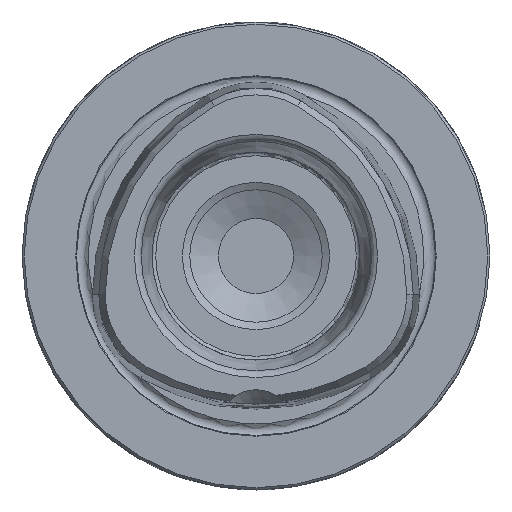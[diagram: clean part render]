
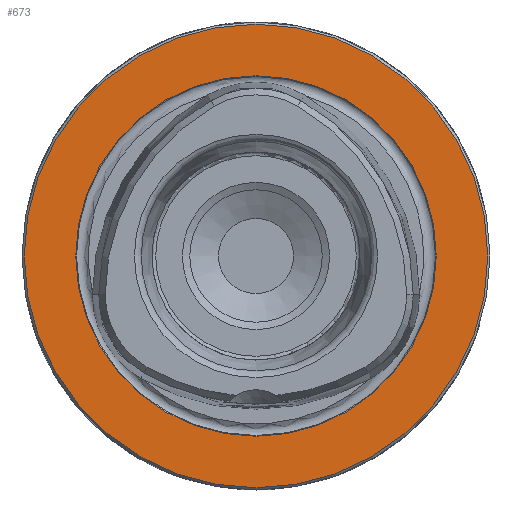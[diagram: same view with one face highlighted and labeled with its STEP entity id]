
A CAD part, left-side view. The second image highlights one B-rep face of the part: STEP entity #673.
In plain terms, the highlighted planar face has unit normal (-1, 0, 0).
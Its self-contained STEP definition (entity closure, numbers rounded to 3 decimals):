
#673 = ADVANCED_FACE( '', ( #1383, #1384 ), #1385, .T. );
#1383 = FACE_OUTER_BOUND( '', #2120, .T. );
#1384 = FACE_BOUND( '', #2121, .T. );
#1385 = PLANE( '', #2122 );
#2120 = EDGE_LOOP( '', ( #3536 ) );
#2121 = EDGE_LOOP( '', ( #3537 ) );
#2122 = AXIS2_PLACEMENT_3D( '', #3538, #3539, #3540 );
#3536 = ORIENTED_EDGE( '', *, *, #4354, .T. );
#3537 = ORIENTED_EDGE( '', *, *, #4090, .F. );
#3538 = CARTESIAN_POINT( '', ( 0., 0., 24.2 ) );
#3539 = DIRECTION( '', ( -1., 0., 0. ) );
#3540 = DIRECTION( '', ( 0., 0., 1. ) );
#4090 = EDGE_CURVE( '', #4826, #4826, #4827, .T. );
#4354 = EDGE_CURVE( '', #5208, #5208, #5209, .T. );
#4826 = VERTEX_POINT( '', #6195 );
#4827 = CIRCLE( '', #6196, 24.264 );
#5208 = VERTEX_POINT( '', #6865 );
#5209 = CIRCLE( '', #6866, 31.2 );
#6195 = CARTESIAN_POINT( '', ( 0., 0., 24.264 ) );
#6196 = AXIS2_PLACEMENT_3D( '', #7455, #7456, #7457 );
#6865 = CARTESIAN_POINT( '', ( 0., 0., 31.2 ) );
#6866 = AXIS2_PLACEMENT_3D( '', #7773, #7774, #7775 );
#7455 = CARTESIAN_POINT( '', ( 0., 0., 0. ) );
#7456 = DIRECTION( '', ( -1., 0., 0. ) );
#7457 = DIRECTION( '', ( 0., 0., 1. ) );
#7773 = CARTESIAN_POINT( '', ( 0., 0., 0. ) );
#7774 = DIRECTION( '', ( -1., 0., 0. ) );
#7775 = DIRECTION( '', ( 0., 0., 1. ) );
